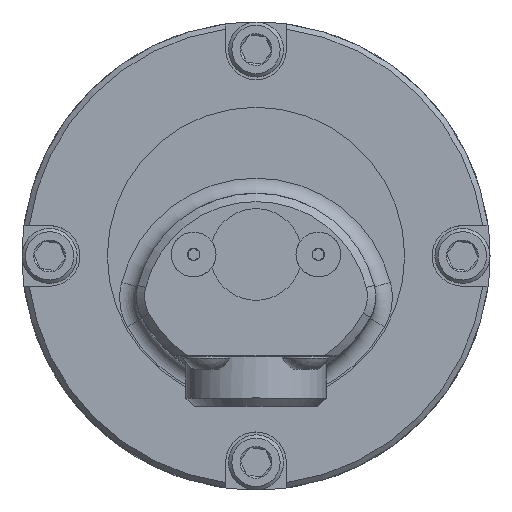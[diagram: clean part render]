
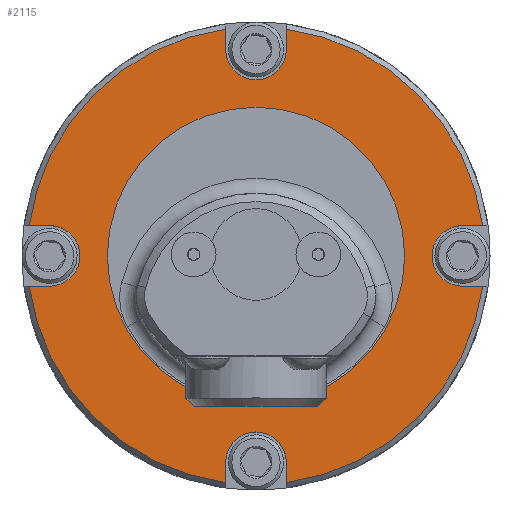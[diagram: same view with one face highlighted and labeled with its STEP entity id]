
A CAD part, top view. The second image highlights one B-rep face of the part: STEP entity #2115.
In plain terms, the highlighted planar face has unit normal (0, 0, 1).
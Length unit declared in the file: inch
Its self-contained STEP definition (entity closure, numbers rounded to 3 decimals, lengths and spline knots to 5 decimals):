
#28 = EDGE_CURVE ( 'NONE', #5198, #69, #1415, .T. ) ;
#69 = VERTEX_POINT ( 'NONE', #3314 ) ;
#72 = ORIENTED_EDGE ( 'NONE', *, *, #4490, .F. ) ;
#154 = VERTEX_POINT ( 'NONE', #3391 ) ;
#172 = CARTESIAN_POINT ( 'NONE',  ( 1.171, -0.172, 0.375 ) ) ;
#190 = DIRECTION ( 'NONE',  ( -1., 0., 0. ) ) ;
#193 = CIRCLE ( 'NONE', #4093, 0.172 ) ;
#235 = ORIENTED_EDGE ( 'NONE', *, *, #1487, .F. ) ;
#282 = CARTESIAN_POINT ( 'NONE',  ( -1.28605, 0.172, 0.375 ) ) ;
#308 = EDGE_LOOP ( 'NONE', ( #4468 ) ) ;
#325 = EDGE_CURVE ( 'NONE', #1547, #385, #4634, .T. ) ;
#360 = CARTESIAN_POINT ( 'NONE',  ( -1.171, -0.172, 0.375 ) ) ;
#375 = ORIENTED_EDGE ( 'NONE', *, *, #418, .T. ) ;
#385 = VERTEX_POINT ( 'NONE', #1552 ) ;
#418 = EDGE_CURVE ( 'NONE', #3208, #4868, #2251, .T. ) ;
#499 = ORIENTED_EDGE ( 'NONE', *, *, #5394, .T. ) ;
#675 = EDGE_CURVE ( 'NONE', #2699, #2699, #5481, .T. ) ;
#714 = DIRECTION ( 'NONE',  ( 1., 0., 0. ) ) ;
#717 = AXIS2_PLACEMENT_3D ( 'NONE', #5508, #5060, #5223 ) ;
#778 = LINE ( 'NONE', #3881, #1503 ) ;
#780 = DIRECTION ( 'NONE',  ( 0., -1., 0. ) ) ;
#836 = VERTEX_POINT ( 'NONE', #3936 ) ;
#1068 = CARTESIAN_POINT ( 'NONE',  ( 0., 1.171, 0.375 ) ) ;
#1071 = VECTOR ( 'NONE', #3733, 39.37008 ) ;
#1142 = CIRCLE ( 'NONE', #1584, 1.2975 ) ;
#1192 = AXIS2_PLACEMENT_3D ( 'NONE', #4340, #1555, #4765 ) ;
#1270 = VERTEX_POINT ( 'NONE', #1782 ) ;
#1289 = DIRECTION ( 'NONE',  ( 0., 0., 1. ) ) ;
#1304 = CARTESIAN_POINT ( 'NONE',  ( -0.172, 1.171, 0.375 ) ) ;
#1330 = EDGE_CURVE ( 'NONE', #5458, #4868, #3506, .T. ) ;
#1332 = DIRECTION ( 'NONE',  ( -1., 0., 0. ) ) ;
#1385 = ORIENTED_EDGE ( 'NONE', *, *, #3738, .T. ) ;
#1415 = CIRCLE ( 'NONE', #4237, 0.172 ) ;
#1433 = CIRCLE ( 'NONE', #1192, 0.172 ) ;
#1454 = FACE_OUTER_BOUND ( 'NONE', #3258, .T. ) ;
#1487 = EDGE_CURVE ( 'NONE', #3204, #836, #778, .T. ) ;
#1503 = VECTOR ( 'NONE', #3905, 39.37008 ) ;
#1516 = AXIS2_PLACEMENT_3D ( 'NONE', #5837, #4122, #1332 ) ;
#1518 = CARTESIAN_POINT ( 'NONE',  ( 0., 0., 0.375 ) ) ;
#1539 = DIRECTION ( 'NONE',  ( 1., 0., 0. ) ) ;
#1547 = VERTEX_POINT ( 'NONE', #5167 ) ;
#1552 = CARTESIAN_POINT ( 'NONE',  ( -1.171, 0.172, 0.375 ) ) ;
#1555 = DIRECTION ( 'NONE',  ( 0., 0., 1. ) ) ;
#1584 = AXIS2_PLACEMENT_3D ( 'NONE', #5348, #2669, #5769 ) ;
#1662 = ORIENTED_EDGE ( 'NONE', *, *, #3778, .F. ) ;
#1714 = VERTEX_POINT ( 'NONE', #4887 ) ;
#1718 = AXIS2_PLACEMENT_3D ( 'NONE', #2412, #2429, #2454 ) ;
#1782 = CARTESIAN_POINT ( 'NONE',  ( 1.28605, -0.172, 0.375 ) ) ;
#1816 = EDGE_CURVE ( 'NONE', #3482, #3951, #5056, .T. ) ;
#1835 = AXIS2_PLACEMENT_3D ( 'NONE', #1972, #1991, #714 ) ;
#1880 = ORIENTED_EDGE ( 'NONE', *, *, #325, .F. ) ;
#1925 = ORIENTED_EDGE ( 'NONE', *, *, #3841, .F. ) ;
#1972 = CARTESIAN_POINT ( 'NONE',  ( -1.171, 0., 0.375 ) ) ;
#1991 = DIRECTION ( 'NONE',  ( 0., 0., 1. ) ) ;
#2008 = DIRECTION ( 'NONE',  ( 1., 0., 0. ) ) ;
#2058 = CARTESIAN_POINT ( 'NONE',  ( 0.172, -1.28605, 0.375 ) ) ;
#2067 = VECTOR ( 'NONE', #3665, 39.37008 ) ;
#2115 = ADVANCED_FACE ( 'NONE', ( #2740, #1454 ), #5428, .F. ) ;
#2151 = CARTESIAN_POINT ( 'NONE',  ( -0.172, -1.28605, 0.375 ) ) ;
#2235 = ORIENTED_EDGE ( 'NONE', *, *, #3159, .F. ) ;
#2251 = CIRCLE ( 'NONE', #717, 1.2975 ) ;
#2255 = ORIENTED_EDGE ( 'NONE', *, *, #4799, .F. ) ;
#2308 = ORIENTED_EDGE ( 'NONE', *, *, #2504, .F. ) ;
#2412 = CARTESIAN_POINT ( 'NONE',  ( 0., 0., 0.375 ) ) ;
#2429 = DIRECTION ( 'NONE',  ( 0., 0., 1. ) ) ;
#2454 = DIRECTION ( 'NONE',  ( -1., 0., 0. ) ) ;
#2500 = DIRECTION ( 'NONE',  ( 0., 1., 0. ) ) ;
#2504 = EDGE_CURVE ( 'NONE', #3208, #1547, #3323, .T. ) ;
#2536 = CARTESIAN_POINT ( 'NONE',  ( -1.28605, -0.172, 0.375 ) ) ;
#2669 = DIRECTION ( 'NONE',  ( 0., 0., 1. ) ) ;
#2699 = VERTEX_POINT ( 'NONE', #4841 ) ;
#2740 = FACE_BOUND ( 'NONE', #308, .T. ) ;
#2838 = AXIS2_PLACEMENT_3D ( 'NONE', #4070, #1289, #4508 ) ;
#3012 = AXIS2_PLACEMENT_3D ( 'NONE', #1518, #4731, #2008 ) ;
#3159 = EDGE_CURVE ( 'NONE', #5254, #3505, #193, .T. ) ;
#3204 = VERTEX_POINT ( 'NONE', #2058 ) ;
#3208 = VERTEX_POINT ( 'NONE', #2536 ) ;
#3212 = ORIENTED_EDGE ( 'NONE', *, *, #5438, .F. ) ;
#3223 = VECTOR ( 'NONE', #3776, 39.37008 ) ;
#3236 = LINE ( 'NONE', #172, #5307 ) ;
#3258 = EDGE_LOOP ( 'NONE', ( #2235, #3212, #5786, #72, #1880, #2308, #375, #5741, #4635, #235, #499, #1925, #5745, #2255, #1385, #1662 ) ) ;
#3314 = CARTESIAN_POINT ( 'NONE',  ( 1.171, -0.172, 0.375 ) ) ;
#3323 = LINE ( 'NONE', #360, #2067 ) ;
#3382 = LINE ( 'NONE', #5619, #3789 ) ;
#3391 = CARTESIAN_POINT ( 'NONE',  ( 0.172, 1.28605, 0.375 ) ) ;
#3482 = VERTEX_POINT ( 'NONE', #5618 ) ;
#3502 = CARTESIAN_POINT ( 'NONE',  ( 1.171, 0.172, 0.375 ) ) ;
#3505 = VERTEX_POINT ( 'NONE', #5208 ) ;
#3506 = LINE ( 'NONE', #4638, #3223 ) ;
#3509 = VECTOR ( 'NONE', #780, 39.37008 ) ;
#3512 = LINE ( 'NONE', #3502, #5827 ) ;
#3601 = CARTESIAN_POINT ( 'NONE',  ( -0.172, 1.171, 0.375 ) ) ;
#3655 = LINE ( 'NONE', #3601, #3509 ) ;
#3665 = DIRECTION ( 'NONE',  ( 1., 0., 0. ) ) ;
#3733 = DIRECTION ( 'NONE',  ( -1., 0., 0. ) ) ;
#3738 = EDGE_CURVE ( 'NONE', #1714, #154, #5833, .T. ) ;
#3776 = DIRECTION ( 'NONE',  ( 0., -1., 0. ) ) ;
#3778 = EDGE_CURVE ( 'NONE', #3505, #154, #3382, .T. ) ;
#3789 = VECTOR ( 'NONE', #2500, 39.37008 ) ;
#3841 = EDGE_CURVE ( 'NONE', #69, #1270, #3236, .T. ) ;
#3881 = CARTESIAN_POINT ( 'NONE',  ( 0.172, -1.171, 0.375 ) ) ;
#3905 = DIRECTION ( 'NONE',  ( 0., 1., 0. ) ) ;
#3928 = DIRECTION ( 'NONE',  ( 1., 0., 0. ) ) ;
#3936 = CARTESIAN_POINT ( 'NONE',  ( 0.172, -1.171, 0.375 ) ) ;
#3951 = VERTEX_POINT ( 'NONE', #282 ) ;
#4070 = CARTESIAN_POINT ( 'NONE',  ( 0., 0., 0.375 ) ) ;
#4093 = AXIS2_PLACEMENT_3D ( 'NONE', #1068, #4329, #1539 ) ;
#4122 = DIRECTION ( 'NONE',  ( 0., 0., -1. ) ) ;
#4237 = AXIS2_PLACEMENT_3D ( 'NONE', #4947, #5332, #5361 ) ;
#4329 = DIRECTION ( 'NONE',  ( 0., 0., 1. ) ) ;
#4340 = CARTESIAN_POINT ( 'NONE',  ( 0., -1.171, 0.375 ) ) ;
#4468 = ORIENTED_EDGE ( 'NONE', *, *, #675, .F. ) ;
#4490 = EDGE_CURVE ( 'NONE', #385, #3951, #4747, .T. ) ;
#4508 = DIRECTION ( 'NONE',  ( 1., 0., 0. ) ) ;
#4613 = CARTESIAN_POINT ( 'NONE',  ( -1.171, 0.172, 0.375 ) ) ;
#4634 = CIRCLE ( 'NONE', #1835, 0.172 ) ;
#4635 = ORIENTED_EDGE ( 'NONE', *, *, #4706, .F. ) ;
#4638 = CARTESIAN_POINT ( 'NONE',  ( -0.172, -1.171, 0.375 ) ) ;
#4706 = EDGE_CURVE ( 'NONE', #836, #5458, #1433, .T. ) ;
#4731 = DIRECTION ( 'NONE',  ( 0., 0., 1. ) ) ;
#4747 = LINE ( 'NONE', #4613, #1071 ) ;
#4765 = DIRECTION ( 'NONE',  ( 1., 0., 0. ) ) ;
#4799 = EDGE_CURVE ( 'NONE', #1714, #5198, #3512, .T. ) ;
#4841 = CARTESIAN_POINT ( 'NONE',  ( -0.8435, 0., 0.375 ) ) ;
#4868 = VERTEX_POINT ( 'NONE', #2151 ) ;
#4887 = CARTESIAN_POINT ( 'NONE',  ( 1.28605, 0.172, 0.375 ) ) ;
#4943 = CARTESIAN_POINT ( 'NONE',  ( 1.171, 0.172, 0.375 ) ) ;
#4947 = CARTESIAN_POINT ( 'NONE',  ( 1.171, 0., 0.375 ) ) ;
#5056 = CIRCLE ( 'NONE', #2838, 1.2975 ) ;
#5060 = DIRECTION ( 'NONE',  ( 0., 0., 1. ) ) ;
#5167 = CARTESIAN_POINT ( 'NONE',  ( -1.171, -0.172, 0.375 ) ) ;
#5198 = VERTEX_POINT ( 'NONE', #4943 ) ;
#5208 = CARTESIAN_POINT ( 'NONE',  ( 0.172, 1.171, 0.375 ) ) ;
#5223 = DIRECTION ( 'NONE',  ( 1., 0., 0. ) ) ;
#5254 = VERTEX_POINT ( 'NONE', #1304 ) ;
#5307 = VECTOR ( 'NONE', #3928, 39.37008 ) ;
#5332 = DIRECTION ( 'NONE',  ( 0., 0., 1. ) ) ;
#5348 = CARTESIAN_POINT ( 'NONE',  ( 0., 0., 0.375 ) ) ;
#5361 = DIRECTION ( 'NONE',  ( 1., 0., 0. ) ) ;
#5369 = CARTESIAN_POINT ( 'NONE',  ( -0.172, -1.171, 0.375 ) ) ;
#5394 = EDGE_CURVE ( 'NONE', #3204, #1270, #1142, .T. ) ;
#5428 = PLANE ( 'NONE',  #1516 ) ;
#5438 = EDGE_CURVE ( 'NONE', #3482, #5254, #3655, .T. ) ;
#5458 = VERTEX_POINT ( 'NONE', #5369 ) ;
#5481 = CIRCLE ( 'NONE', #1718, 0.8435 ) ;
#5508 = CARTESIAN_POINT ( 'NONE',  ( 0., 0., 0.375 ) ) ;
#5618 = CARTESIAN_POINT ( 'NONE',  ( -0.172, 1.28605, 0.375 ) ) ;
#5619 = CARTESIAN_POINT ( 'NONE',  ( 0.172, 1.171, 0.375 ) ) ;
#5741 = ORIENTED_EDGE ( 'NONE', *, *, #1330, .F. ) ;
#5745 = ORIENTED_EDGE ( 'NONE', *, *, #28, .F. ) ;
#5769 = DIRECTION ( 'NONE',  ( 1., 0., 0. ) ) ;
#5786 = ORIENTED_EDGE ( 'NONE', *, *, #1816, .T. ) ;
#5827 = VECTOR ( 'NONE', #190, 39.37008 ) ;
#5833 = CIRCLE ( 'NONE', #3012, 1.2975 ) ;
#5837 = CARTESIAN_POINT ( 'NONE',  ( 0., 1.2975, 0.375 ) ) ;
